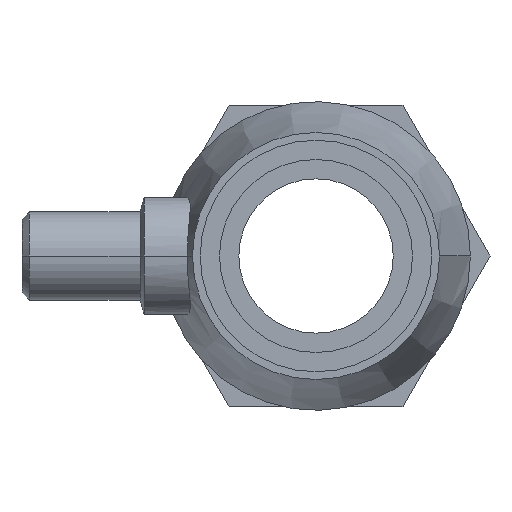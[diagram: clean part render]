
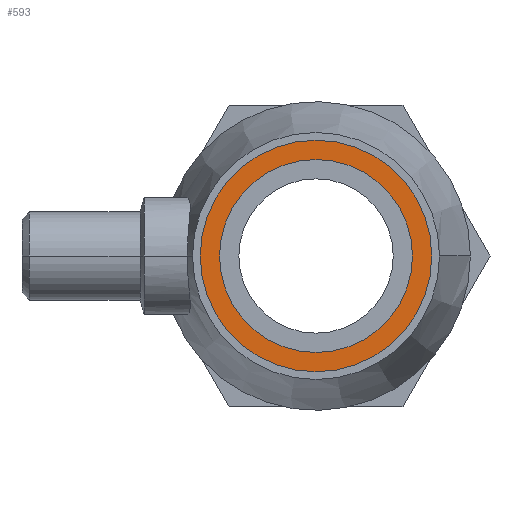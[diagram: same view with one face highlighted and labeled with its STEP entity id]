
A CAD part, left-side view. The second image highlights one B-rep face of the part: STEP entity #593.
In plain terms, the highlighted planar face has unit normal (-1, 0, 0).
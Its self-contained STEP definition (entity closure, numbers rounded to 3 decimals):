
#475 = VERTEX_POINT( '', #1155 );
#543 = VERTEX_POINT( '', #1229 );
#593 = ADVANCED_FACE( '', ( #1286, #1287 ), #1288, .F. );
#707 = EDGE_CURVE( '', #475, #955, #1408, .T. );
#779 = EDGE_CURVE( '', #543, #803, #1496, .T. );
#803 = VERTEX_POINT( '', #1523 );
#825 = EDGE_CURVE( '', #803, #543, #1546, .T. );
#845 = EDGE_CURVE( '', #955, #475, #1568, .T. );
#955 = VERTEX_POINT( '', #1695 );
#1155 = CARTESIAN_POINT( '', ( 0., -15.75, 0. ) );
#1229 = CARTESIAN_POINT( '', ( 0., -13.125, 0. ) );
#1286 = FACE_OUTER_BOUND( '', #2301, .T. );
#1287 = FACE_BOUND( '', #2302, .T. );
#1288 = PLANE( '', #2303 );
#1408 = CIRCLE( '', #2531, 15.75 );
#1496 = CIRCLE( '', #2719, 13.125 );
#1523 = CARTESIAN_POINT( '', ( 0., 13.125, 0. ) );
#1546 = CIRCLE( '', #2800, 13.125 );
#1568 = CIRCLE( '', #2833, 15.75 );
#1695 = CARTESIAN_POINT( '', ( 0., 15.75, 0. ) );
#2301 = EDGE_LOOP( '', ( #3484, #3485 ) );
#2302 = EDGE_LOOP( '', ( #3486, #3487 ) );
#2303 = AXIS2_PLACEMENT_3D( '', #3488, #3489, #3490 );
#2531 = AXIS2_PLACEMENT_3D( '', #3587, #3588, #3589 );
#2719 = AXIS2_PLACEMENT_3D( '', #3721, #3722, #3723 );
#2800 = AXIS2_PLACEMENT_3D( '', #3764, #3765, #3766 );
#2833 = AXIS2_PLACEMENT_3D( '', #3793, #3794, #3795 );
#3484 = ORIENTED_EDGE( '', *, *, #845, .T. );
#3485 = ORIENTED_EDGE( '', *, *, #707, .T. );
#3486 = ORIENTED_EDGE( '', *, *, #825, .F. );
#3487 = ORIENTED_EDGE( '', *, *, #779, .F. );
#3488 = CARTESIAN_POINT( '', ( 0., 14.438, 0. ) );
#3489 = DIRECTION( '', ( 1., 0., 0. ) );
#3490 = DIRECTION( '', ( 0., -1., 0. ) );
#3587 = CARTESIAN_POINT( '', ( 0., 0., 0. ) );
#3588 = DIRECTION( '', ( -1., 0., 0. ) );
#3589 = DIRECTION( '', ( 0., 1., 0. ) );
#3721 = CARTESIAN_POINT( '', ( 0., 0., 0. ) );
#3722 = DIRECTION( '', ( -1., 0., 0. ) );
#3723 = DIRECTION( '', ( 0., 1., 0. ) );
#3764 = CARTESIAN_POINT( '', ( 0., 0., 0. ) );
#3765 = DIRECTION( '', ( -1., 0., 0. ) );
#3766 = DIRECTION( '', ( 0., 1., 0. ) );
#3793 = CARTESIAN_POINT( '', ( 0., 0., 0. ) );
#3794 = DIRECTION( '', ( -1., 0., 0. ) );
#3795 = DIRECTION( '', ( 0., 1., 0. ) );
